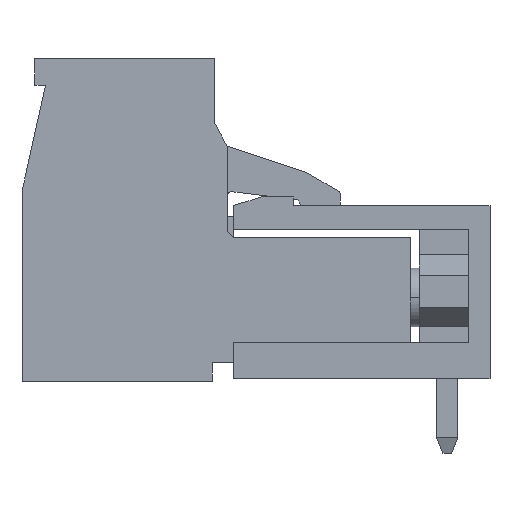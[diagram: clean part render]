
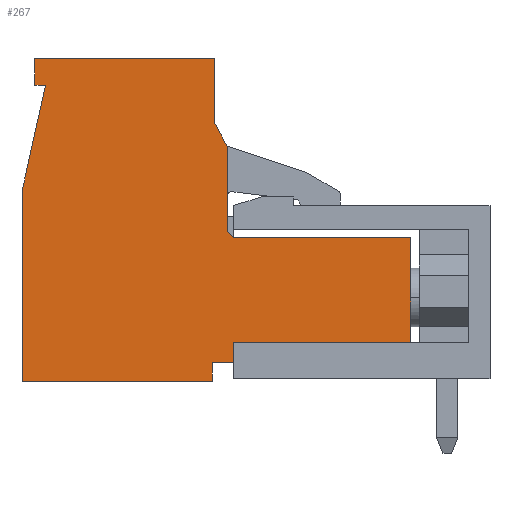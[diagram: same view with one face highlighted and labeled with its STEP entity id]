
A CAD part, left-side view. The second image highlights one B-rep face of the part: STEP entity #267.
In plain terms, the highlighted face is planar.
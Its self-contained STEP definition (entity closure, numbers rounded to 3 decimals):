
#267=ADVANCED_FACE('',(#961),#10442,.T.);
#961=FACE_OUTER_BOUND('',#1607,.T.);
#1607=EDGE_LOOP('',(#3041,#3042,#3043,#3044,#3045,#3046,#3047,#3048,#3049,
#3050,#3051,#3052,#3053,#3054,#3055,#3056));
#3041=ORIENTED_EDGE('',*,*,#6020,.F.);
#3042=ORIENTED_EDGE('',*,*,#6076,.F.);
#3043=ORIENTED_EDGE('',*,*,#6146,.F.);
#3044=ORIENTED_EDGE('',*,*,#5984,.F.);
#3045=ORIENTED_EDGE('',*,*,#5999,.F.);
#3046=ORIENTED_EDGE('',*,*,#6077,.F.);
#3047=ORIENTED_EDGE('',*,*,#6078,.F.);
#3048=ORIENTED_EDGE('',*,*,#6079,.F.);
#3049=ORIENTED_EDGE('',*,*,#6080,.F.);
#3050=ORIENTED_EDGE('',*,*,#6250,.F.);
#3051=ORIENTED_EDGE('',*,*,#6081,.F.);
#3052=ORIENTED_EDGE('',*,*,#6082,.F.);
#3053=ORIENTED_EDGE('',*,*,#6083,.F.);
#3054=ORIENTED_EDGE('',*,*,#6062,.F.);
#3055=ORIENTED_EDGE('',*,*,#6084,.F.);
#3056=ORIENTED_EDGE('',*,*,#6075,.F.);
#5984=EDGE_CURVE('',#9342,#9343,#7864,.T.);
#5999=EDGE_CURVE('',#9355,#9342,#7879,.T.);
#6020=EDGE_CURVE('',#9396,#9397,#7900,.T.);
#6062=EDGE_CURVE('',#9424,#9425,#7942,.T.);
#6075=EDGE_CURVE('',#9397,#9430,#7949,.T.);
#6076=EDGE_CURVE('',#9431,#9396,#7950,.T.);
#6077=EDGE_CURVE('',#9432,#9355,#7951,.T.);
#6078=EDGE_CURVE('',#9433,#9432,#7952,.T.);
#6079=EDGE_CURVE('',#9434,#9433,#7953,.T.);
#6080=EDGE_CURVE('',#9435,#9434,#7954,.T.);
#6081=EDGE_CURVE('',#9437,#9436,#7955,.T.);
#6082=EDGE_CURVE('',#9438,#9437,#7956,.T.);
#6083=EDGE_CURVE('',#9425,#9438,#7957,.T.);
#6084=EDGE_CURVE('',#9430,#9424,#7958,.T.);
#6146=EDGE_CURVE('',#9343,#9431,#8018,.T.);
#6250=EDGE_CURVE('',#9436,#9435,#8115,.T.);
#7864=B_SPLINE_CURVE_WITH_KNOTS('',1,(#15990,#15991),.UNSPECIFIED.,.F.,
 .F.,(2,2),(0.,3.975),.UNSPECIFIED.);
#7879=B_SPLINE_CURVE_WITH_KNOTS('',1,(#16020,#16021),.UNSPECIFIED.,.F.,
 .F.,(2,2),(0.,1.253),.UNSPECIFIED.);
#7900=B_SPLINE_CURVE_WITH_KNOTS('',1,(#16062,#16063),.UNSPECIFIED.,.F.,
 .F.,(2,2),(0.,4.9),.UNSPECIFIED.);
#7942=B_SPLINE_CURVE_WITH_KNOTS('',1,(#16146,#16147),.UNSPECIFIED.,.F.,
 .F.,(2,2),(0.,1.),.UNSPECIFIED.);
#7949=B_SPLINE_CURVE_WITH_KNOTS('',1,(#16182,#16183),.UNSPECIFIED.,.F.,
 .F.,(2,2),(-8.3,0.),.UNSPECIFIED.);
#7950=B_SPLINE_CURVE_WITH_KNOTS('',1,(#16184,#16185),.UNSPECIFIED.,.F.,
 .F.,(2,2),(-8.3,0.),.UNSPECIFIED.);
#7951=B_SPLINE_CURVE_WITH_KNOTS('',1,(#16186,#16187),.UNSPECIFIED.,.F.,
 .F.,(2,2),(-3.,0.),.UNSPECIFIED.);
#7952=B_SPLINE_CURVE_WITH_KNOTS('',1,(#16188,#16189),.UNSPECIFIED.,.F.,
 .F.,(2,2),(-8.4,0.),.UNSPECIFIED.);
#7953=B_SPLINE_CURVE_WITH_KNOTS('',1,(#16190,#16191),.UNSPECIFIED.,.F.,
 .F.,(2,2),(-1.25,0.),.UNSPECIFIED.);
#7954=B_SPLINE_CURVE_WITH_KNOTS('',1,(#16192,#16193),.UNSPECIFIED.,.F.,
 .F.,(2,2),(-0.5,0.),.UNSPECIFIED.);
#7955=B_SPLINE_CURVE_WITH_KNOTS('',1,(#16194,#16195),.UNSPECIFIED.,.F.,
 .F.,(2,2),(-8.9,0.),.UNSPECIFIED.);
#7956=B_SPLINE_CURVE_WITH_KNOTS('',1,(#16196,#16197),.UNSPECIFIED.,.F.,
 .F.,(2,2),(-8.9,0.),.UNSPECIFIED.);
#7957=B_SPLINE_CURVE_WITH_KNOTS('',1,(#16198,#16199),.UNSPECIFIED.,.F.,
 .F.,(2,2),(-0.875,0.),.UNSPECIFIED.);
#7958=B_SPLINE_CURVE_WITH_KNOTS('',1,(#16200,#16201),.UNSPECIFIED.,.F.,
 .F.,(2,2),(-0.95,0.),.UNSPECIFIED.);
#8018=B_SPLINE_CURVE_WITH_KNOTS('',1,(#16326,#16327),.UNSPECIFIED.,.F.,
 .F.,(2,2),(0.,0.424),.UNSPECIFIED.);
#8115=B_SPLINE_CURVE_WITH_KNOTS('',1,(#16547,#16548),.UNSPECIFIED.,.F.,
 .F.,(2,2),(0.,5.071),.UNSPECIFIED.);
#9342=VERTEX_POINT('',#15500);
#9343=VERTEX_POINT('',#15501);
#9355=VERTEX_POINT('',#15513);
#9396=VERTEX_POINT('',#15554);
#9397=VERTEX_POINT('',#15555);
#9424=VERTEX_POINT('',#15582);
#9425=VERTEX_POINT('',#15583);
#9430=VERTEX_POINT('',#15588);
#9431=VERTEX_POINT('',#15589);
#9432=VERTEX_POINT('',#15590);
#9433=VERTEX_POINT('',#15591);
#9434=VERTEX_POINT('',#15592);
#9435=VERTEX_POINT('',#15593);
#9436=VERTEX_POINT('',#15594);
#9437=VERTEX_POINT('',#15595);
#9438=VERTEX_POINT('',#15596);
#10442=PLANE('',#11180);
#11180=AXIS2_PLACEMENT_3D('',#14634,#11745,$);
#11745=DIRECTION('',(1.,0.,0.));
#14634=CARTESIAN_POINT('',(7.62,-6.282,-5.972));
#15500=CARTESIAN_POINT('',(7.62,5.15,6.55));
#15501=CARTESIAN_POINT('',(7.62,5.15,2.575));
#15513=CARTESIAN_POINT('',(7.62,4.55,7.65));
#15554=CARTESIAN_POINT('',(7.62,13.75,2.275));
#15555=CARTESIAN_POINT('',(7.62,13.75,-2.625));
#15582=CARTESIAN_POINT('',(7.62,5.45,-3.575));
#15583=CARTESIAN_POINT('',(7.62,4.45,-3.575));
#15588=CARTESIAN_POINT('',(7.62,5.45,-2.625));
#15589=CARTESIAN_POINT('',(7.62,5.45,2.275));
#15590=CARTESIAN_POINT('',(7.62,4.55,10.65));
#15591=CARTESIAN_POINT('',(7.62,-3.85,10.65));
#15592=CARTESIAN_POINT('',(7.62,-3.85,9.4));
#15593=CARTESIAN_POINT('',(7.62,-3.35,9.4));
#15594=CARTESIAN_POINT('',(7.62,-4.45,4.45));
#15595=CARTESIAN_POINT('',(7.62,-4.45,-4.45));
#15596=CARTESIAN_POINT('',(7.62,4.45,-4.45));
#15990=CARTESIAN_POINT('',(7.62,5.15,6.55));
#15991=CARTESIAN_POINT('',(7.62,5.15,2.575));
#16020=CARTESIAN_POINT('',(7.62,4.55,7.65));
#16021=CARTESIAN_POINT('',(7.62,5.15,6.55));
#16062=CARTESIAN_POINT('',(7.62,13.75,2.275));
#16063=CARTESIAN_POINT('',(7.62,13.75,-2.625));
#16146=CARTESIAN_POINT('',(7.62,5.45,-3.575));
#16147=CARTESIAN_POINT('',(7.62,4.45,-3.575));
#16182=CARTESIAN_POINT('',(7.62,13.75,-2.625));
#16183=CARTESIAN_POINT('',(7.62,5.45,-2.625));
#16184=CARTESIAN_POINT('',(7.62,5.45,2.275));
#16185=CARTESIAN_POINT('',(7.62,13.75,2.275));
#16186=CARTESIAN_POINT('',(7.62,4.55,10.65));
#16187=CARTESIAN_POINT('',(7.62,4.55,7.65));
#16188=CARTESIAN_POINT('',(7.62,-3.85,10.65));
#16189=CARTESIAN_POINT('',(7.62,4.55,10.65));
#16190=CARTESIAN_POINT('',(7.62,-3.85,9.4));
#16191=CARTESIAN_POINT('',(7.62,-3.85,10.65));
#16192=CARTESIAN_POINT('',(7.62,-3.35,9.4));
#16193=CARTESIAN_POINT('',(7.62,-3.85,9.4));
#16194=CARTESIAN_POINT('',(7.62,-4.45,-4.45));
#16195=CARTESIAN_POINT('',(7.62,-4.45,4.45));
#16196=CARTESIAN_POINT('',(7.62,4.45,-4.45));
#16197=CARTESIAN_POINT('',(7.62,-4.45,-4.45));
#16198=CARTESIAN_POINT('',(7.62,4.45,-3.575));
#16199=CARTESIAN_POINT('',(7.62,4.45,-4.45));
#16200=CARTESIAN_POINT('',(7.62,5.45,-2.625));
#16201=CARTESIAN_POINT('',(7.62,5.45,-3.575));
#16326=CARTESIAN_POINT('',(7.62,5.15,2.575));
#16327=CARTESIAN_POINT('',(7.62,5.45,2.275));
#16547=CARTESIAN_POINT('',(7.62,-4.45,4.45));
#16548=CARTESIAN_POINT('',(7.62,-3.35,9.4));
